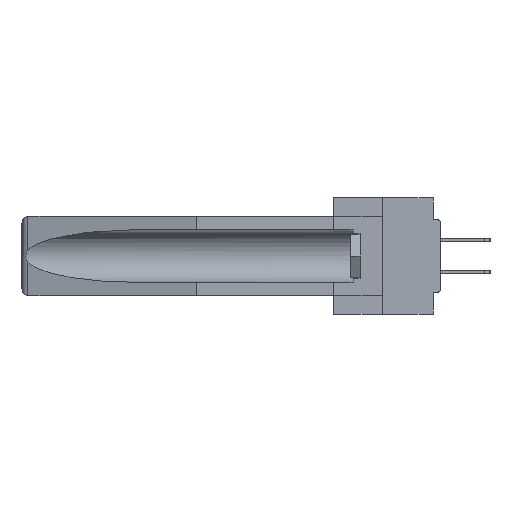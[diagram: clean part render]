
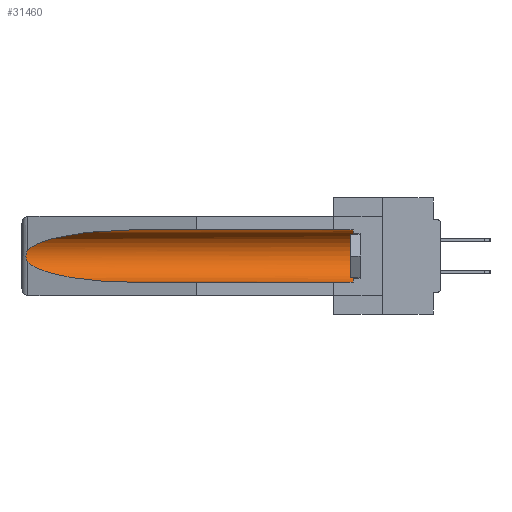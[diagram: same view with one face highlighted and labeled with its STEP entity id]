
A CAD part, left-side view. The second image highlights one B-rep face of the part: STEP entity #31460.
In plain terms, the highlighted cylindrical face has radius 2.857 mm (diameter 5.715 mm), a partial arc.
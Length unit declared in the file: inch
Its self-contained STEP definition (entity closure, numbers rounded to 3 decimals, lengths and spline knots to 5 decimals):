
#1700 = DIRECTION ( 'NONE',  ( 0., 0., 1. ) ) ;
#3304 = VERTEX_POINT ( 'NONE', #30792 ) ;
#3576 = CARTESIAN_POINT ( 'NONE',  ( 0.2675, 1.53308, -0.17534 ) ) ;
#3852 = CARTESIAN_POINT ( 'NONE',  ( 0.26655, 1.53094, -0.18657 ) ) ;
#5095 = CYLINDRICAL_SURFACE ( 'NONE', #6645, 0.1125 ) ;
#5230 = CARTESIAN_POINT ( 'NONE',  ( 0.26537, 1.52718, -0.14972 ) ) ;
#6645 = AXIS2_PLACEMENT_3D ( 'NONE', #35612, #22617, #13167 ) ;
#6926 = CARTESIAN_POINT ( 'NONE',  ( 0.2675, 1.53308, -0.16763 ) ) ;
#7963 = LINE ( 'NONE', #10071, #14366 ) ;
#8753 = CARTESIAN_POINT ( 'NONE',  ( 0.26537, 1.52718, -0.14972 ) ) ;
#9323 = CARTESIAN_POINT ( 'NONE',  ( 0.155, 1.07973, -0.284 ) ) ;
#9732 = CARTESIAN_POINT ( 'NONE',  ( 0.21114, 1.30732, -0.284 ) ) ;
#9776 = EDGE_LOOP ( 'NONE', ( #26154, #12064, #15435, #36988, #17392, #40704 ) ) ;
#10071 = CARTESIAN_POINT ( 'NONE',  ( 0.155, -0.30754, -0.284 ) ) ;
#10391 = CARTESIAN_POINT ( 'NONE',  ( 0.155, 0.126, -0.059 ) ) ;
#12064 = ORIENTED_EDGE ( 'NONE', *, *, #37180, .T. ) ;
#12334 = EDGE_CURVE ( 'NONE', #17175, #17323, #27629, .T. ) ;
#13167 = DIRECTION ( 'NONE',  ( 0., 0., 1. ) ) ;
#13927 = CARTESIAN_POINT ( 'NONE',  ( 0.155, 1.07973, -0.059 ) ) ;
#14366 = VECTOR ( 'NONE', #22949, 39.37008 ) ;
#14734 = CARTESIAN_POINT ( 'NONE',  ( 0.155, 0.126, -0.1715 ) ) ;
#14982 = FACE_OUTER_BOUND ( 'NONE', #9776, .T. ) ;
#15435 = ORIENTED_EDGE ( 'NONE', *, *, #16035, .T. ) ;
#16035 = EDGE_CURVE ( 'NONE', #40209, #3304, #24477, .T. ) ;
#16477 = CARTESIAN_POINT ( 'NONE',  ( 0.26654, 1.53092, -0.15636 ) ) ;
#17066 =( BOUNDED_CURVE ( )  B_SPLINE_CURVE ( 3, ( #29945, #17308, #20488, #8753 ),
 .UNSPECIFIED., .F., .T. ) 
 B_SPLINE_CURVE_WITH_KNOTS ( ( 4, 4 ),
 ( 4.71239, 6.08839 ),
 .UNSPECIFIED. ) 
 CURVE ( )  GEOMETRIC_REPRESENTATION_ITEM ( )  RATIONAL_B_SPLINE_CURVE ( ( 1., 0.848, 0.848, 1. ) ) 
 REPRESENTATION_ITEM ( '' )  );
#17175 = VERTEX_POINT ( 'NONE', #37173 ) ;
#17308 = CARTESIAN_POINT ( 'NONE',  ( 0.21114, 1.30732, -0.059 ) ) ;
#17323 = VERTEX_POINT ( 'NONE', #10391 ) ;
#17392 = ORIENTED_EDGE ( 'NONE', *, *, #12334, .T. ) ;
#18258 = CARTESIAN_POINT ( 'NONE',  ( 0.155, -0.30754, -0.059 ) ) ;
#19520 = CARTESIAN_POINT ( 'NONE',  ( 0.26597, 1.5296, -0.19026 ) ) ;
#20488 = CARTESIAN_POINT ( 'NONE',  ( 0.25451, 1.48313, -0.09465 ) ) ;
#21203 = CARTESIAN_POINT ( 'NONE',  ( 0.26537, 1.52718, -0.19328 ) ) ;
#21564 = EDGE_CURVE ( 'NONE', #32338, #22064, #17066, .T. ) ;
#22064 = VERTEX_POINT ( 'NONE', #5230 ) ;
#22617 = DIRECTION ( 'NONE',  ( 0., 1., 0. ) ) ;
#22949 = DIRECTION ( 'NONE',  ( 0., 1., 0. ) ) ;
#24477 =( BOUNDED_CURVE ( )  B_SPLINE_CURVE ( 3, ( #40650, #37045, #9732, #9323 ),
 .UNSPECIFIED., .F., .F. ) 
 B_SPLINE_CURVE_WITH_KNOTS ( ( 4, 4 ),
 ( 0.1948, 1.5708 ),
 .UNSPECIFIED. ) 
 CURVE ( )  GEOMETRIC_REPRESENTATION_ITEM ( )  RATIONAL_B_SPLINE_CURVE ( ( 1., 0.848, 0.848, 1. ) ) 
 REPRESENTATION_ITEM ( '' )  );
#25423 = VECTOR ( 'NONE', #28117, 39.37008 ) ;
#26069 = CARTESIAN_POINT ( 'NONE',  ( 0.26537, 1.52718, -0.19328 ) ) ;
#26154 = ORIENTED_EDGE ( 'NONE', *, *, #21564, .T. ) ;
#26695 = EDGE_CURVE ( 'NONE', #17175, #3304, #7963, .T. ) ;
#26978 = AXIS2_PLACEMENT_3D ( 'NONE', #14734, #33323, #1700 ) ;
#27012 = B_SPLINE_CURVE_WITH_KNOTS ( 'NONE', 3,
 ( #29380, #38940, #16477, #35609, #6926, #3576, #28980, #3852, #19520, #26069 ),
 .UNSPECIFIED., .F., .F.,
 ( 4, 2, 2, 2, 4 ),
 ( 0., 0.00029, 0.00058, 0.00087, 0.00117 ),
 .UNSPECIFIED. ) ;
#27629 = CIRCLE ( 'NONE', #26978, 0.1125 ) ;
#28117 = DIRECTION ( 'NONE',  ( 0., 1., 0. ) ) ;
#28980 = CARTESIAN_POINT ( 'NONE',  ( 0.2673, 1.53269, -0.17917 ) ) ;
#29380 = CARTESIAN_POINT ( 'NONE',  ( 0.26537, 1.52718, -0.14972 ) ) ;
#29945 = CARTESIAN_POINT ( 'NONE',  ( 0.155, 1.07973, -0.059 ) ) ;
#30792 = CARTESIAN_POINT ( 'NONE',  ( 0.155, 1.07973, -0.284 ) ) ;
#31460 = ADVANCED_FACE ( 'NONE', ( #14982 ), #5095, .F. ) ;
#31892 = EDGE_CURVE ( 'NONE', #17323, #32338, #36807, .T. ) ;
#32338 = VERTEX_POINT ( 'NONE', #13927 ) ;
#33323 = DIRECTION ( 'NONE',  ( 0., -1., 0. ) ) ;
#35609 = CARTESIAN_POINT ( 'NONE',  ( 0.2673, 1.5327, -0.16383 ) ) ;
#35612 = CARTESIAN_POINT ( 'NONE',  ( 0.155, -0.30754, -0.1715 ) ) ;
#36807 = LINE ( 'NONE', #18258, #25423 ) ;
#36988 = ORIENTED_EDGE ( 'NONE', *, *, #26695, .F. ) ;
#37045 = CARTESIAN_POINT ( 'NONE',  ( 0.25451, 1.48313, -0.24835 ) ) ;
#37173 = CARTESIAN_POINT ( 'NONE',  ( 0.155, 0.126, -0.284 ) ) ;
#37180 = EDGE_CURVE ( 'NONE', #22064, #40209, #27012, .T. ) ;
#38940 = CARTESIAN_POINT ( 'NONE',  ( 0.26597, 1.52961, -0.15275 ) ) ;
#40209 = VERTEX_POINT ( 'NONE', #21203 ) ;
#40650 = CARTESIAN_POINT ( 'NONE',  ( 0.26537, 1.52718, -0.19328 ) ) ;
#40704 = ORIENTED_EDGE ( 'NONE', *, *, #31892, .T. ) ;
